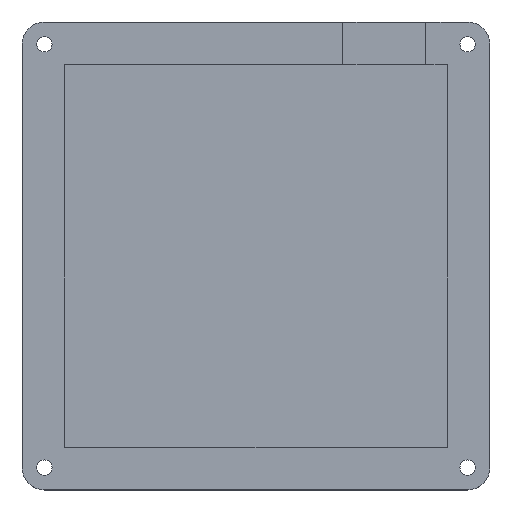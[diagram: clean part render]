
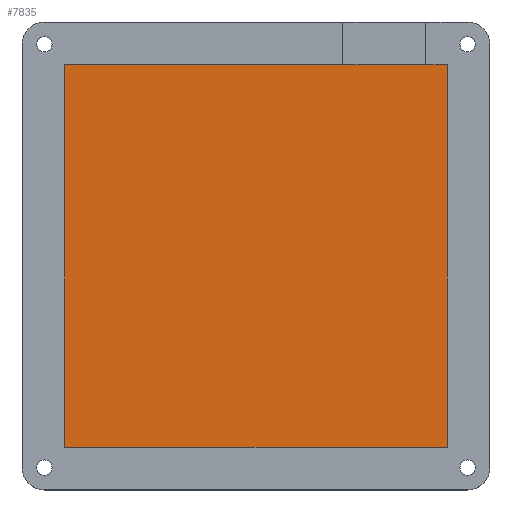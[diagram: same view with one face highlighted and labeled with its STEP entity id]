
A CAD part, top view. The second image highlights one B-rep face of the part: STEP entity #7835.
In plain terms, the highlighted planar face has unit normal (0, 0, 1).
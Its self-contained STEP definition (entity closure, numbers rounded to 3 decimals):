
#1316=FACE_OUTER_BOUND('',#1781,.T.);
#1781=EDGE_LOOP('',(#7219,#7220,#7221,#7222));
#2388=LINE('',#15935,#2989);
#2390=LINE('',#15940,#2991);
#2391=LINE('',#15941,#2992);
#2392=LINE('',#15942,#2993);
#2989=VECTOR('',#8941,10.);
#2991=VECTOR('',#8945,10.);
#2992=VECTOR('',#8946,10.);
#2993=VECTOR('',#8947,10.);
#3770=VERTEX_POINT('',#15932);
#3771=VERTEX_POINT('',#15934);
#3772=VERTEX_POINT('',#15938);
#3773=VERTEX_POINT('',#15939);
#4926=EDGE_CURVE('',#3770,#3771,#2388,.T.);
#4928=EDGE_CURVE('',#3772,#3773,#2390,.T.);
#4929=EDGE_CURVE('',#3771,#3772,#2391,.T.);
#4930=EDGE_CURVE('',#3773,#3770,#2392,.T.);
#7219=ORIENTED_EDGE('',*,*,#4928,.F.);
#7220=ORIENTED_EDGE('',*,*,#4929,.F.);
#7221=ORIENTED_EDGE('',*,*,#4926,.F.);
#7222=ORIENTED_EDGE('',*,*,#4930,.F.);
#7417=PLANE('',#8020);
#7835=ADVANCED_FACE('',(#1316),#7417,.T.);
#8020=AXIS2_PLACEMENT_3D('',#15937,#8943,#8944);
#8941=DIRECTION('',(1.,0.,0.));
#8943=DIRECTION('center_axis',(0.,0.,1.));
#8944=DIRECTION('ref_axis',(1.,0.,0.));
#8945=DIRECTION('',(-1.,0.,0.));
#8946=DIRECTION('',(0.,-1.,0.));
#8947=DIRECTION('',(0.,1.,0.));
#15932=CARTESIAN_POINT('',(-46.371,43.481,3.));
#15934=CARTESIAN_POINT('',(39.129,43.481,3.));
#15935=CARTESIAN_POINT('',(-24.996,43.481,3.));
#15937=CARTESIAN_POINT('Origin',(-3.621,0.731,3.));
#15938=CARTESIAN_POINT('',(39.129,-42.019,3.));
#15939=CARTESIAN_POINT('',(-46.371,-42.019,3.));
#15940=CARTESIAN_POINT('',(17.754,-42.019,3.));
#15941=CARTESIAN_POINT('',(39.129,22.106,3.));
#15942=CARTESIAN_POINT('',(-46.371,-20.644,3.));
